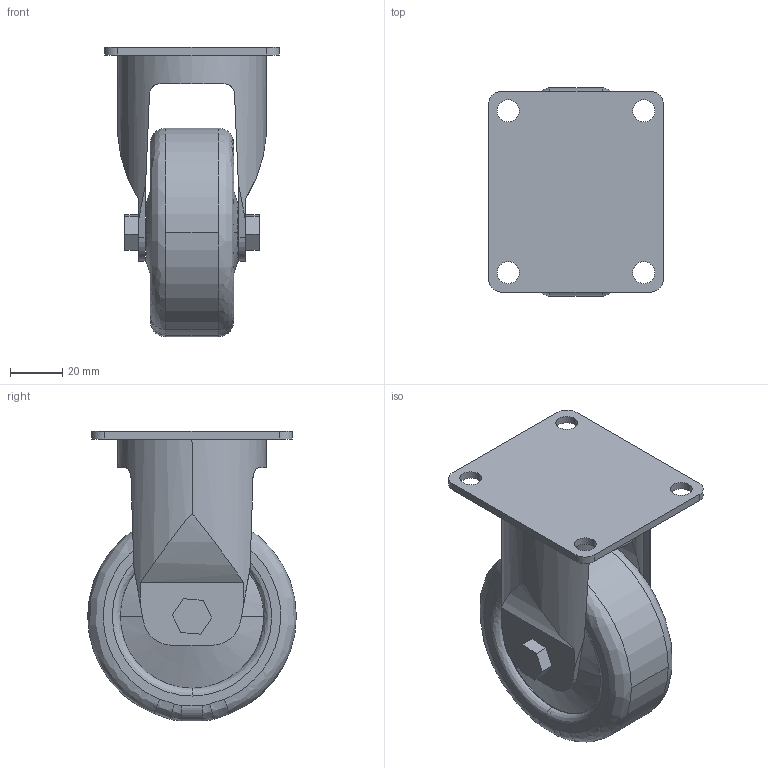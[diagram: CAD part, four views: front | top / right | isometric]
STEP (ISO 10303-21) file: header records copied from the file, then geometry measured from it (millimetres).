
FILE_DESCRIPTION (( 'STEP AP214' ), '1' );
FILE_NAME ('7420162', '2019-02-04T12:25:14', ( '' ), ('JUGARD+KÜNSTNER GmbH'), 'SwSTEP 2.0', 'SolidWorks 2017', '' );
FILE_SCHEMA (( 'AUTOMOTIVE_DESIGN' ));
Length unit declared in the file: millimetre
Products named in the file (1): 7420162_CNAJF00
Bounding box: 67 x 80 x 111 mm (x, y, z)
Volume: 184520.7 mm3; surface area: 46385.3 mm2
Topology: 2 solids, 2 shells, 125 faces, 314 edges, 202 vertices
Faces by surface type: plane 58, cylinder 45, bspline 18, cone 4
Entity records: 6275 total; most frequent: CARTESIAN_POINT 1924, ORIENTED_EDGE 628, DIRECTION 588, EDGE_CURVE 314, AXIS2_PLACEMENT_3D 210, VERTEX_POINT 202, VECTOR 168, LINE 168
